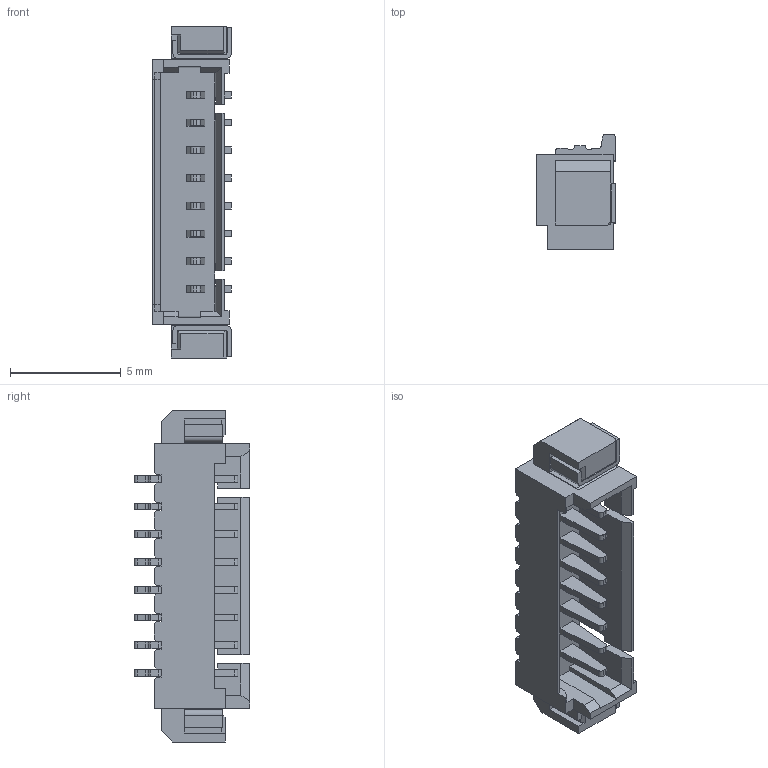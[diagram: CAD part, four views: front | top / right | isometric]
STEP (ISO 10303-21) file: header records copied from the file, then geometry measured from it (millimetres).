
FILE_DESCRIPTION((''),'2;1');
FILE_NAME('1_25-3P_3D__ASM','2022-08-16T',('admin'),(''),'PRO/ENGINEER BY PARAMETRIC TECHNOLOGY CORPORATION, 2010280','PRO/ENGINEER BY PARAMETRIC TECHNOLOGY CORPORATION, 2010280','');
FILE_SCHEMA(('CONFIG_CONTROL_DESIGN'));
Length unit declared in the file: millimetre
Products named in the file (1): 1_25-3P_3D__ASM
Bounding box: 3.56 x 5.21 x 14.97 mm (x, y, z)
Volume: 101.5 mm3; surface area: 445.7 mm2
Topology: 1 solids, 1 shells, 562 faces, 1736 edges, 1154 vertices
Faces by surface type: plane 378, cylinder 184
Entity records: 19474 total; most frequent: ORIENTED_EDGE 3472, CARTESIAN_POINT 3452, DIRECTION 3248, EDGE_CURVE 1736, VECTOR 1348, LINE 1348, VERTEX_POINT 1154, AXIS2_PLACEMENT_3D 950
